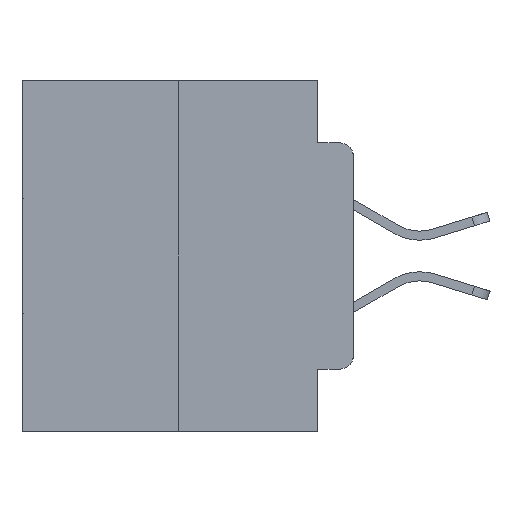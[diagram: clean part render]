
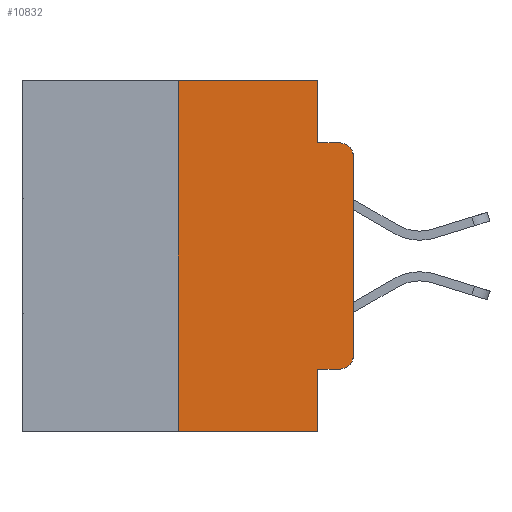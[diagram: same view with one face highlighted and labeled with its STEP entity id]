
A CAD part, left-side view. The second image highlights one B-rep face of the part: STEP entity #10832.
In plain terms, the highlighted planar face has unit normal (-1, 0, 0).
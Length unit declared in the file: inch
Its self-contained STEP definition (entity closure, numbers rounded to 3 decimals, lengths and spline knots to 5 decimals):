
#151 = EDGE_CURVE ( 'NONE', #14377, #20107, #25530, .T. ) ;
#341 = PLANE ( 'NONE',  #23778 ) ;
#479 = CARTESIAN_POINT ( 'NONE',  ( 0., 0.473, 0. ) ) ;
#750 = DIRECTION ( 'NONE',  ( 0., 0., -1. ) ) ;
#1093 = CARTESIAN_POINT ( 'NONE',  ( 0., 0.02, -0.4115 ) ) ;
#1340 = EDGE_CURVE ( 'NONE', #20147, #16243, #9575, .T. ) ;
#1583 = DIRECTION ( 'NONE',  ( 0., -1., 0. ) ) ;
#1766 = EDGE_CURVE ( 'NONE', #16243, #9484, #1874, .T. ) ;
#1874 = LINE ( 'NONE', #6335, #24208 ) ;
#2033 = VECTOR ( 'NONE', #13741, 39.37008 ) ;
#2930 = DIRECTION ( 'NONE',  ( 0., -1., 0. ) ) ;
#3002 = ORIENTED_EDGE ( 'NONE', *, *, #151, .T. ) ;
#3849 = DIRECTION ( 'NONE',  ( 0., 0., -1. ) ) ;
#4201 = ORIENTED_EDGE ( 'NONE', *, *, #6066, .T. ) ;
#4775 = VERTEX_POINT ( 'NONE', #15466 ) ;
#5095 = LINE ( 'NONE', #22097, #19897 ) ;
#5227 = DIRECTION ( 'NONE',  ( -1., 0., 0. ) ) ;
#5440 = CARTESIAN_POINT ( 'NONE',  ( 0., 0., -0.1085 ) ) ;
#6066 = EDGE_CURVE ( 'NONE', #16475, #14377, #6862, .T. ) ;
#6129 = ORIENTED_EDGE ( 'NONE', *, *, #26063, .F. ) ;
#6335 = CARTESIAN_POINT ( 'NONE',  ( 0., 0.473, 0. ) ) ;
#6433 = VECTOR ( 'NONE', #1583, 39.37008 ) ;
#6469 = DIRECTION ( 'NONE',  ( 0., -1., 0. ) ) ;
#6481 = CARTESIAN_POINT ( 'NONE',  ( 0., 0., 0. ) ) ;
#6769 = VECTOR ( 'NONE', #8820, 39.37008 ) ;
#6862 = CIRCLE ( 'NONE', #21967, 0.02 ) ;
#7603 = DIRECTION ( 'NONE',  ( 0., -1., 0. ) ) ;
#7799 = CARTESIAN_POINT ( 'NONE',  ( 0., 0.051, -0.5 ) ) ;
#8553 = CARTESIAN_POINT ( 'NONE',  ( 0., 0.473, -0.5 ) ) ;
#8767 = CARTESIAN_POINT ( 'NONE',  ( 0., 0.051, -0.4115 ) ) ;
#8820 = DIRECTION ( 'NONE',  ( 0., 0., -1. ) ) ;
#9241 = VECTOR ( 'NONE', #750, 39.37008 ) ;
#9376 = CARTESIAN_POINT ( 'NONE',  ( 0., 0.051, 0. ) ) ;
#9484 = VERTEX_POINT ( 'NONE', #14918 ) ;
#9575 = LINE ( 'NONE', #17933, #2033 ) ;
#9895 = ORIENTED_EDGE ( 'NONE', *, *, #1766, .F. ) ;
#10832 = ADVANCED_FACE ( 'NONE', ( #21403 ), #341, .F. ) ;
#11085 = ORIENTED_EDGE ( 'NONE', *, *, #19995, .F. ) ;
#11246 = CARTESIAN_POINT ( 'NONE',  ( 0., 0.051, -0.0885 ) ) ;
#11283 = LINE ( 'NONE', #15190, #6769 ) ;
#11469 = DIRECTION ( 'NONE',  ( 0., 0., -1. ) ) ;
#11838 = VERTEX_POINT ( 'NONE', #8767 ) ;
#12370 = EDGE_CURVE ( 'NONE', #20107, #14033, #15832, .T. ) ;
#13741 = DIRECTION ( 'NONE',  ( 0., 0., 1. ) ) ;
#13998 = DIRECTION ( 'NONE',  ( -1., 0., 0. ) ) ;
#14033 = VERTEX_POINT ( 'NONE', #25924 ) ;
#14313 = ORIENTED_EDGE ( 'NONE', *, *, #15276, .T. ) ;
#14377 = VERTEX_POINT ( 'NONE', #25920 ) ;
#14918 = CARTESIAN_POINT ( 'NONE',  ( 0., 0.051, 0. ) ) ;
#15190 = CARTESIAN_POINT ( 'NONE',  ( 0., 0.051, 0. ) ) ;
#15276 = EDGE_CURVE ( 'NONE', #11838, #16475, #5095, .T. ) ;
#15466 = CARTESIAN_POINT ( 'NONE',  ( 0., 0.051, -0.0885 ) ) ;
#15618 = LINE ( 'NONE', #9376, #9241 ) ;
#15627 = VECTOR ( 'NONE', #17205, 39.37008 ) ;
#15746 = EDGE_CURVE ( 'NONE', #9484, #4775, #15618, .T. ) ;
#15832 = CIRCLE ( 'NONE', #25177, 0.02 ) ;
#15934 = CARTESIAN_POINT ( 'NONE',  ( 0., 0.02, -0.1085 ) ) ;
#16242 = CARTESIAN_POINT ( 'NONE',  ( 0., 0.02, -0.3915 ) ) ;
#16243 = VERTEX_POINT ( 'NONE', #16440 ) ;
#16440 = CARTESIAN_POINT ( 'NONE',  ( 0., 0.25, 0. ) ) ;
#16475 = VERTEX_POINT ( 'NONE', #1093 ) ;
#17205 = DIRECTION ( 'NONE',  ( 0., 0., 1. ) ) ;
#17517 = EDGE_LOOP ( 'NONE', ( #3002, #26291, #6129, #18448, #9895, #19663, #24477, #11085, #14313, #4201 ) ) ;
#17933 = CARTESIAN_POINT ( 'NONE',  ( 0., 0.25, 0. ) ) ;
#18448 = ORIENTED_EDGE ( 'NONE', *, *, #15746, .F. ) ;
#19298 = DIRECTION ( 'NONE',  ( 1., 0., 0. ) ) ;
#19663 = ORIENTED_EDGE ( 'NONE', *, *, #1340, .F. ) ;
#19795 = CARTESIAN_POINT ( 'NONE',  ( 0., 0.25, -0.5 ) ) ;
#19897 = VECTOR ( 'NONE', #7603, 39.37008 ) ;
#19995 = EDGE_CURVE ( 'NONE', #11838, #27260, #11283, .T. ) ;
#20107 = VERTEX_POINT ( 'NONE', #5440 ) ;
#20147 = VERTEX_POINT ( 'NONE', #19795 ) ;
#20664 = LINE ( 'NONE', #8553, #6433 ) ;
#21403 = FACE_OUTER_BOUND ( 'NONE', #17517, .T. ) ;
#21594 = VECTOR ( 'NONE', #2930, 39.37008 ) ;
#21866 = LINE ( 'NONE', #11246, #21594 ) ;
#21967 = AXIS2_PLACEMENT_3D ( 'NONE', #16242, #13998, #3849 ) ;
#22097 = CARTESIAN_POINT ( 'NONE',  ( 0., 0.051, -0.4115 ) ) ;
#23743 = DIRECTION ( 'NONE',  ( 0., 0., -1. ) ) ;
#23778 = AXIS2_PLACEMENT_3D ( 'NONE', #479, #19298, #23743 ) ;
#24208 = VECTOR ( 'NONE', #6469, 39.37008 ) ;
#24477 = ORIENTED_EDGE ( 'NONE', *, *, #25387, .T. ) ;
#25177 = AXIS2_PLACEMENT_3D ( 'NONE', #15934, #5227, #11469 ) ;
#25387 = EDGE_CURVE ( 'NONE', #20147, #27260, #20664, .T. ) ;
#25530 = LINE ( 'NONE', #6481, #15627 ) ;
#25920 = CARTESIAN_POINT ( 'NONE',  ( 0., 0., -0.3915 ) ) ;
#25924 = CARTESIAN_POINT ( 'NONE',  ( 0., 0.02, -0.0885 ) ) ;
#26063 = EDGE_CURVE ( 'NONE', #4775, #14033, #21866, .T. ) ;
#26291 = ORIENTED_EDGE ( 'NONE', *, *, #12370, .T. ) ;
#27260 = VERTEX_POINT ( 'NONE', #7799 ) ;
